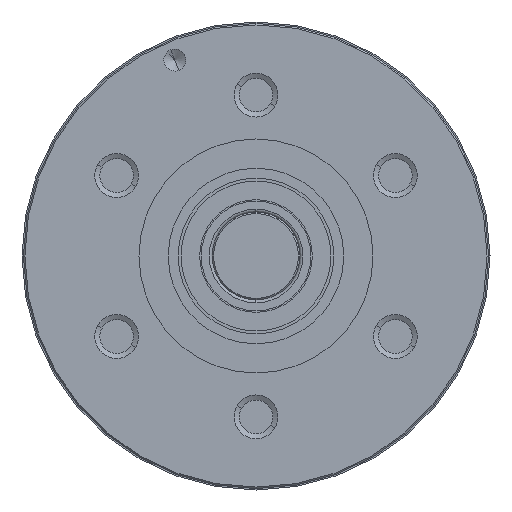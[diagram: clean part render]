
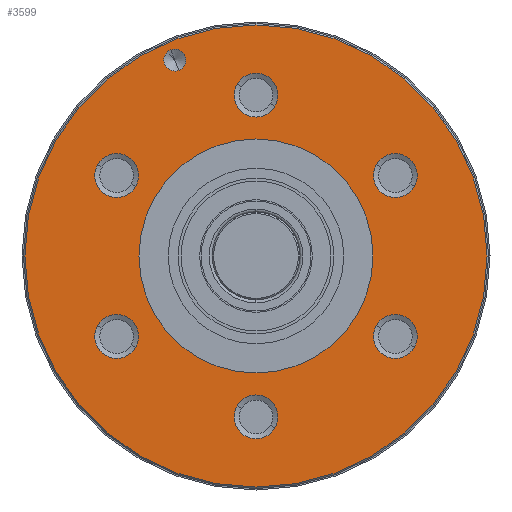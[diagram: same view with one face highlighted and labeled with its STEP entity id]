
A CAD part, left-side view. The second image highlights one B-rep face of the part: STEP entity #3599.
In plain terms, the highlighted planar face has unit normal (-1, 0, 0).
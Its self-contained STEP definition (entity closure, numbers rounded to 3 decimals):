
#3599=ADVANCED_FACE('',(#7195,#7196,#7197,#7198,#7199,#7200,#7201,#7202,#7203),#7204,.T.);
#7195=FACE_BOUND('',#11278,.T.);
#7196=FACE_OUTER_BOUND('',#11279,.T.);
#7197=FACE_BOUND('',#11280,.T.);
#7198=FACE_BOUND('',#11281,.T.);
#7199=FACE_BOUND('',#11282,.T.);
#7200=FACE_BOUND('',#11283,.T.);
#7201=FACE_BOUND('',#11284,.T.);
#7202=FACE_BOUND('',#11285,.T.);
#7203=FACE_BOUND('',#11286,.T.);
#7204=PLANE('',#11287);
#11278=EDGE_LOOP('',(#21538,#21539));
#11279=EDGE_LOOP('',(#21540,#21541));
#11280=EDGE_LOOP('',(#21542,#21543));
#11281=EDGE_LOOP('',(#21544,#21545));
#11282=EDGE_LOOP('',(#21546,#21547));
#11283=EDGE_LOOP('',(#21548,#21549));
#11284=EDGE_LOOP('',(#21550,#21551));
#11285=EDGE_LOOP('',(#21552,#21553));
#11286=EDGE_LOOP('',(#21554,#21555));
#11287=AXIS2_PLACEMENT_3D('',#21556,#21557,#21558);
#21538=ORIENTED_EDGE('',*,*,#25515,.T.);
#21539=ORIENTED_EDGE('',*,*,#25517,.T.);
#21540=ORIENTED_EDGE('',*,*,#25502,.T.);
#21541=ORIENTED_EDGE('',*,*,#25523,.T.);
#21542=ORIENTED_EDGE('',*,*,#25441,.T.);
#21543=ORIENTED_EDGE('',*,*,#25555,.T.);
#21544=ORIENTED_EDGE('',*,*,#25376,.T.);
#21545=ORIENTED_EDGE('',*,*,#25589,.T.);
#21546=ORIENTED_EDGE('',*,*,#25311,.T.);
#21547=ORIENTED_EDGE('',*,*,#25623,.T.);
#21548=ORIENTED_EDGE('',*,*,#25246,.T.);
#21549=ORIENTED_EDGE('',*,*,#25657,.T.);
#21550=ORIENTED_EDGE('',*,*,#25181,.T.);
#21551=ORIENTED_EDGE('',*,*,#25691,.T.);
#21552=ORIENTED_EDGE('',*,*,#25116,.T.);
#21553=ORIENTED_EDGE('',*,*,#25725,.T.);
#21554=ORIENTED_EDGE('',*,*,#25107,.T.);
#21555=ORIENTED_EDGE('',*,*,#25729,.T.);
#21556=CARTESIAN_POINT('',(0.0,0.0,11.95));
#21557=DIRECTION('',(-1.0,-0.0,-0.0));
#21558=DIRECTION('',(0.0,0.0,-1.0));
#25107=EDGE_CURVE('',#30755,#30759,#30761,.T.);
#25116=EDGE_CURVE('',#30772,#30774,#30776,.T.);
#25181=EDGE_CURVE('',#30871,#30873,#30875,.T.);
#25246=EDGE_CURVE('',#30970,#30972,#30974,.T.);
#25311=EDGE_CURVE('',#31069,#31071,#31073,.T.);
#25376=EDGE_CURVE('',#31168,#31170,#31172,.T.);
#25441=EDGE_CURVE('',#31267,#31269,#31271,.T.);
#25502=EDGE_CURVE('',#31357,#31360,#31362,.T.);
#25515=EDGE_CURVE('',#31377,#31380,#31382,.T.);
#25517=EDGE_CURVE('',#31380,#31377,#31384,.T.);
#25523=EDGE_CURVE('',#31360,#31357,#31390,.T.);
#25555=EDGE_CURVE('',#31269,#31267,#31422,.T.);
#25589=EDGE_CURVE('',#31170,#31168,#31456,.T.);
#25623=EDGE_CURVE('',#31071,#31069,#31490,.T.);
#25657=EDGE_CURVE('',#30972,#30970,#31524,.T.);
#25691=EDGE_CURVE('',#30873,#30871,#31558,.T.);
#25725=EDGE_CURVE('',#30774,#30772,#31592,.T.);
#25729=EDGE_CURVE('',#30759,#30755,#31596,.T.);
#30755=VERTEX_POINT('',#38487);
#30759=VERTEX_POINT('',#38492);
#30761=CIRCLE('',#38495,8.0);
#30772=VERTEX_POINT('',#38508);
#30774=VERTEX_POINT('',#38511);
#30776=CIRCLE('',#38514,1.5);
#30871=VERTEX_POINT('',#38639);
#30873=VERTEX_POINT('',#38642);
#30875=CIRCLE('',#38645,1.5);
#30970=VERTEX_POINT('',#38770);
#30972=VERTEX_POINT('',#38773);
#30974=CIRCLE('',#38776,1.5);
#31069=VERTEX_POINT('',#38901);
#31071=VERTEX_POINT('',#38904);
#31073=CIRCLE('',#38907,1.5);
#31168=VERTEX_POINT('',#39032);
#31170=VERTEX_POINT('',#39035);
#31172=CIRCLE('',#39038,1.5);
#31267=VERTEX_POINT('',#39163);
#31269=VERTEX_POINT('',#39166);
#31271=CIRCLE('',#39169,1.5);
#31357=VERTEX_POINT('',#39283);
#31360=VERTEX_POINT('',#39287);
#31362=CIRCLE('',#39290,15.8);
#31377=VERTEX_POINT('',#39309);
#31380=VERTEX_POINT('',#39313);
#31382=CIRCLE('',#39316,0.75);
#31384=CIRCLE('',#39318,0.75);
#31390=CIRCLE('',#39324,15.8);
#31422=CIRCLE('',#39356,1.5);
#31456=CIRCLE('',#39390,1.5);
#31490=CIRCLE('',#39424,1.5);
#31524=CIRCLE('',#39458,1.5);
#31558=CIRCLE('',#39492,1.5);
#31592=CIRCLE('',#39526,1.5);
#31596=CIRCLE('',#39530,8.0);
#38487=CARTESIAN_POINT('',(0.0,0.0,8.0));
#38492=CARTESIAN_POINT('',(0.0,0.,-8.0));
#38495=AXIS2_PLACEMENT_3D('',#43477,#43478,#43479);
#38508=CARTESIAN_POINT('',(0.,10.825,6.25));
#38511=CARTESIAN_POINT('',(0.,8.227,4.75));
#38514=AXIS2_PLACEMENT_3D('',#43490,#43491,#43492);
#38639=CARTESIAN_POINT('',(0.,1.299,11.75));
#38642=CARTESIAN_POINT('',(0.,-1.299,10.25));
#38645=AXIS2_PLACEMENT_3D('',#43573,#43574,#43575);
#38770=CARTESIAN_POINT('',(0.,-8.227,6.25));
#38773=CARTESIAN_POINT('',(0.,-10.825,4.75));
#38776=AXIS2_PLACEMENT_3D('',#43656,#43657,#43658);
#38901=CARTESIAN_POINT('',(0.,-8.227,-4.75));
#38904=CARTESIAN_POINT('',(0.,-10.825,-6.25));
#38907=AXIS2_PLACEMENT_3D('',#43739,#43740,#43741);
#39032=CARTESIAN_POINT('',(0.,1.299,-10.25));
#39035=CARTESIAN_POINT('',(0.,-1.299,-11.75));
#39038=AXIS2_PLACEMENT_3D('',#43822,#43823,#43824);
#39163=CARTESIAN_POINT('',(0.,10.825,-4.75));
#39166=CARTESIAN_POINT('',(0.,8.227,-6.25));
#39169=AXIS2_PLACEMENT_3D('',#43905,#43906,#43907);
#39283=CARTESIAN_POINT('',(0.0,0.0,15.8));
#39287=CARTESIAN_POINT('',(0.0,0.,-15.8));
#39290=AXIS2_PLACEMENT_3D('',#43983,#43984,#43985);
#39309=CARTESIAN_POINT('',(0.0,5.836,14.089));
#39313=CARTESIAN_POINT('',(0.0,5.262,12.703));
#39316=AXIS2_PLACEMENT_3D('',#44001,#44002,#44003);
#39318=AXIS2_PLACEMENT_3D('',#44004,#44005,#44006);
#39324=AXIS2_PLACEMENT_3D('',#44013,#44014,#44015);
#39356=AXIS2_PLACEMENT_3D('',#44061,#44062,#44063);
#39390=AXIS2_PLACEMENT_3D('',#44112,#44113,#44114);
#39424=AXIS2_PLACEMENT_3D('',#44163,#44164,#44165);
#39458=AXIS2_PLACEMENT_3D('',#44214,#44215,#44216);
#39492=AXIS2_PLACEMENT_3D('',#44265,#44266,#44267);
#39526=AXIS2_PLACEMENT_3D('',#44316,#44317,#44318);
#39530=AXIS2_PLACEMENT_3D('',#44322,#44323,#44324);
#43477=CARTESIAN_POINT('',(0.0,0.0,0.0));
#43478=DIRECTION('',(1.0,0.0,-0.0));
#43479=DIRECTION('',(0.0,0.0,1.0));
#43490=CARTESIAN_POINT('',(0.,9.526,5.5));
#43491=DIRECTION('',(1.0,0.0,-0.0));
#43492=DIRECTION('',(0.0,0.866,0.5));
#43573=CARTESIAN_POINT('',(0.,0.0,11.0));
#43574=DIRECTION('',(1.0,0.0,-0.0));
#43575=DIRECTION('',(0.0,0.866,0.5));
#43656=CARTESIAN_POINT('',(0.,-9.526,5.5));
#43657=DIRECTION('',(1.0,0.0,-0.0));
#43658=DIRECTION('',(0.0,0.866,0.5));
#43739=CARTESIAN_POINT('',(0.,-9.526,-5.5));
#43740=DIRECTION('',(1.0,0.0,-0.0));
#43741=DIRECTION('',(0.0,0.866,0.5));
#43822=CARTESIAN_POINT('',(0.,0.0,-11.0));
#43823=DIRECTION('',(1.0,0.0,-0.0));
#43824=DIRECTION('',(0.0,0.866,0.5));
#43905=CARTESIAN_POINT('',(0.,9.526,-5.5));
#43906=DIRECTION('',(1.0,0.0,-0.0));
#43907=DIRECTION('',(0.0,0.866,0.5));
#43983=CARTESIAN_POINT('',(0.0,0.0,0.0));
#43984=DIRECTION('',(-1.0,0.0,0.0));
#43985=DIRECTION('',(0.0,0.0,1.0));
#44001=CARTESIAN_POINT('',(0.0,5.549,13.396));
#44002=DIRECTION('',(1.0,0.0,-0.0));
#44003=DIRECTION('',(0.0,0.383,0.924));
#44004=CARTESIAN_POINT('',(0.0,5.549,13.396));
#44005=DIRECTION('',(1.0,0.0,-0.0));
#44006=DIRECTION('',(0.0,0.383,0.924));
#44013=CARTESIAN_POINT('',(0.0,0.0,0.0));
#44014=DIRECTION('',(-1.0,0.0,0.0));
#44015=DIRECTION('',(0.0,0.0,1.0));
#44061=CARTESIAN_POINT('',(0.,9.526,-5.5));
#44062=DIRECTION('',(1.0,0.0,-0.0));
#44063=DIRECTION('',(0.0,0.866,0.5));
#44112=CARTESIAN_POINT('',(0.,0.0,-11.0));
#44113=DIRECTION('',(1.0,0.0,-0.0));
#44114=DIRECTION('',(0.0,0.866,0.5));
#44163=CARTESIAN_POINT('',(0.,-9.526,-5.5));
#44164=DIRECTION('',(1.0,0.0,-0.0));
#44165=DIRECTION('',(0.0,0.866,0.5));
#44214=CARTESIAN_POINT('',(0.,-9.526,5.5));
#44215=DIRECTION('',(1.0,0.0,-0.0));
#44216=DIRECTION('',(0.0,0.866,0.5));
#44265=CARTESIAN_POINT('',(0.,0.0,11.0));
#44266=DIRECTION('',(1.0,0.0,-0.0));
#44267=DIRECTION('',(0.0,0.866,0.5));
#44316=CARTESIAN_POINT('',(0.,9.526,5.5));
#44317=DIRECTION('',(1.0,0.0,-0.0));
#44318=DIRECTION('',(0.0,0.866,0.5));
#44322=CARTESIAN_POINT('',(0.0,0.0,0.0));
#44323=DIRECTION('',(1.0,0.0,-0.0));
#44324=DIRECTION('',(0.0,0.0,1.0));
